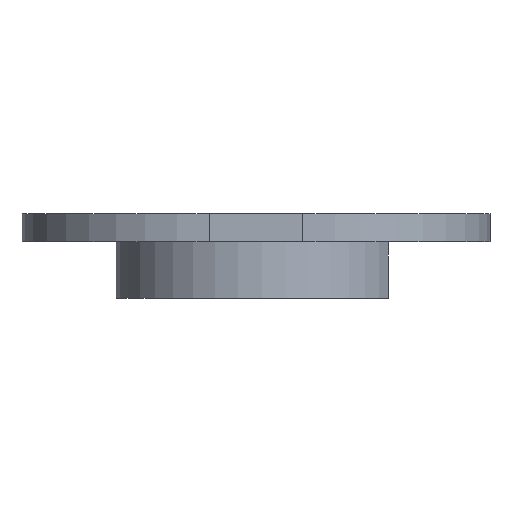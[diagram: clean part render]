
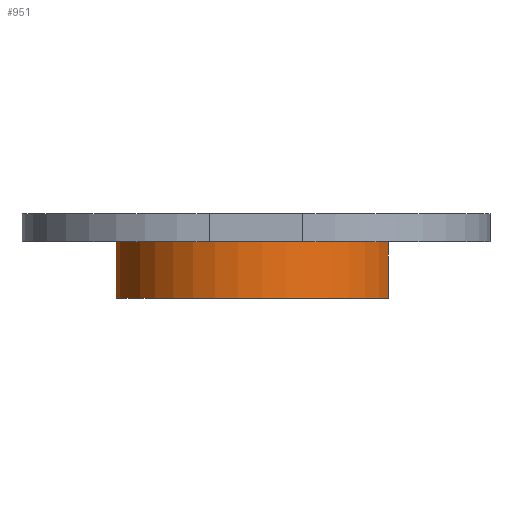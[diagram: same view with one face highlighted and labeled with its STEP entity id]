
A CAD part, left-side view. The second image highlights one B-rep face of the part: STEP entity #951.
In plain terms, the highlighted cylindrical face has radius 3 mm (diameter 6 mm), a partial arc.
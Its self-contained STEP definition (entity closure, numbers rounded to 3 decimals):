
#126 = PLANE('',#127);
#127 = AXIS2_PLACEMENT_3D('',#128,#129,#130);
#128 = CARTESIAN_POINT('',(0.,0.,0.));
#129 = DIRECTION('',(-0.,-0.,-1.));
#130 = DIRECTION('',(-1.,0.,0.));
#492 = VERTEX_POINT('',#493);
#493 = CARTESIAN_POINT('',(1.,-2.828,0.));
#507 = PLANE('',#508);
#508 = AXIS2_PLACEMENT_3D('',#509,#510,#511);
#509 = CARTESIAN_POINT('',(1.,-1.96,0.));
#510 = DIRECTION('',(-1.,0.,0.));
#511 = DIRECTION('',(0.,-1.,0.));
#519 = EDGE_CURVE('',#492,#520,#522,.T.);
#520 = VERTEX_POINT('',#521);
#521 = CARTESIAN_POINT('',(-1.,-2.828,0.));
#522 = SURFACE_CURVE('',#523,(#528,#539),.PCURVE_S1.);
#523 = CIRCLE('',#524,3.);
#524 = AXIS2_PLACEMENT_3D('',#525,#526,#527);
#525 = CARTESIAN_POINT('',(0.,0.,0.));
#526 = DIRECTION('',(0.,0.,1.));
#527 = DIRECTION('',(1.,0.,0.));
#528 = PCURVE('',#126,#529);
#529 = DEFINITIONAL_REPRESENTATION('',(#530),#538);
#530 = ( BOUNDED_CURVE() B_SPLINE_CURVE(2,(#531,#532,#533,#534,#535,#536
,#537),.UNSPECIFIED.,.T.,.F.) B_SPLINE_CURVE_WITH_KNOTS((1,2,2,2,2,1),(
    -2.094,0.,2.094,4.189,6.283,
8.378),.UNSPECIFIED.) CURVE() GEOMETRIC_REPRESENTATION_ITEM() 
RATIONAL_B_SPLINE_CURVE((1.,0.5,1.,0.5,1.,0.5,1.)) REPRESENTATION_ITEM(
  '') );
#531 = CARTESIAN_POINT('',(-3.,0.));
#532 = CARTESIAN_POINT('',(-3.,5.196));
#533 = CARTESIAN_POINT('',(1.5,2.598));
#534 = CARTESIAN_POINT('',(6.,0.));
#535 = CARTESIAN_POINT('',(1.5,-2.598));
#536 = CARTESIAN_POINT('',(-3.,-5.196));
#537 = CARTESIAN_POINT('',(-3.,0.));
#538 = ( GEOMETRIC_REPRESENTATION_CONTEXT(2) 
PARAMETRIC_REPRESENTATION_CONTEXT() REPRESENTATION_CONTEXT('2D SPACE',''
  ) );
#539 = PCURVE('',#540,#545);
#540 = CYLINDRICAL_SURFACE('',#541,3.);
#541 = AXIS2_PLACEMENT_3D('',#542,#543,#544);
#542 = CARTESIAN_POINT('',(-0.,0.,0.));
#543 = DIRECTION('',(0.,0.,1.));
#544 = DIRECTION('',(1.,0.,-0.));
#545 = DEFINITIONAL_REPRESENTATION('',(#546),#550);
#546 = LINE('',#547,#548);
#547 = CARTESIAN_POINT('',(0.,0.));
#548 = VECTOR('',#549,1.);
#549 = DIRECTION('',(1.,0.));
#550 = ( GEOMETRIC_REPRESENTATION_CONTEXT(2) 
PARAMETRIC_REPRESENTATION_CONTEXT() REPRESENTATION_CONTEXT('2D SPACE',''
  ) );
#566 = PLANE('',#567);
#567 = AXIS2_PLACEMENT_3D('',#568,#569,#570);
#568 = CARTESIAN_POINT('',(-1.,-2.828,0.));
#569 = DIRECTION('',(1.,0.,0.));
#570 = DIRECTION('',(-0.,1.,0.));
#865 = PLANE('',#866);
#866 = AXIS2_PLACEMENT_3D('',#867,#868,#869);
#867 = CARTESIAN_POINT('',(0.,0.082,-1.2));
#868 = DIRECTION('',(-0.,-0.,-1.));
#869 = DIRECTION('',(-1.,0.,0.));
#906 = EDGE_CURVE('',#520,#907,#909,.T.);
#907 = VERTEX_POINT('',#908);
#908 = CARTESIAN_POINT('',(-1.,-2.828,-1.2));
#909 = SURFACE_CURVE('',#910,(#914,#921),.PCURVE_S1.);
#910 = LINE('',#911,#912);
#911 = CARTESIAN_POINT('',(-1.,-2.828,0.));
#912 = VECTOR('',#913,1.);
#913 = DIRECTION('',(-0.,-0.,-1.));
#914 = PCURVE('',#566,#915);
#915 = DEFINITIONAL_REPRESENTATION('',(#916),#920);
#916 = LINE('',#917,#918);
#917 = CARTESIAN_POINT('',(0.,0.));
#918 = VECTOR('',#919,1.);
#919 = DIRECTION('',(0.,-1.));
#920 = ( GEOMETRIC_REPRESENTATION_CONTEXT(2) 
PARAMETRIC_REPRESENTATION_CONTEXT() REPRESENTATION_CONTEXT('2D SPACE',''
  ) );
#921 = PCURVE('',#540,#922);
#922 = DEFINITIONAL_REPRESENTATION('',(#923),#927);
#923 = LINE('',#924,#925);
#924 = CARTESIAN_POINT('',(10.656,0.));
#925 = VECTOR('',#926,1.);
#926 = DIRECTION('',(0.,-1.));
#927 = ( GEOMETRIC_REPRESENTATION_CONTEXT(2) 
PARAMETRIC_REPRESENTATION_CONTEXT() REPRESENTATION_CONTEXT('2D SPACE',''
  ) );
#951 = ADVANCED_FACE('',(#952),#540,.T.);
#952 = FACE_BOUND('',#953,.T.);
#953 = EDGE_LOOP('',(#954,#977,#1003,#1004));
#954 = ORIENTED_EDGE('',*,*,#955,.T.);
#955 = EDGE_CURVE('',#492,#956,#958,.T.);
#956 = VERTEX_POINT('',#957);
#957 = CARTESIAN_POINT('',(1.,-2.828,-1.2));
#958 = SURFACE_CURVE('',#959,(#963,#970),.PCURVE_S1.);
#959 = LINE('',#960,#961);
#960 = CARTESIAN_POINT('',(1.,-2.828,0.));
#961 = VECTOR('',#962,1.);
#962 = DIRECTION('',(-0.,-0.,-1.));
#963 = PCURVE('',#540,#964);
#964 = DEFINITIONAL_REPRESENTATION('',(#965),#969);
#965 = LINE('',#966,#967);
#966 = CARTESIAN_POINT('',(5.052,0.));
#967 = VECTOR('',#968,1.);
#968 = DIRECTION('',(0.,-1.));
#969 = ( GEOMETRIC_REPRESENTATION_CONTEXT(2) 
PARAMETRIC_REPRESENTATION_CONTEXT() REPRESENTATION_CONTEXT('2D SPACE',''
  ) );
#970 = PCURVE('',#507,#971);
#971 = DEFINITIONAL_REPRESENTATION('',(#972),#976);
#972 = LINE('',#973,#974);
#973 = CARTESIAN_POINT('',(0.869,0.));
#974 = VECTOR('',#975,1.);
#975 = DIRECTION('',(0.,-1.));
#976 = ( GEOMETRIC_REPRESENTATION_CONTEXT(2) 
PARAMETRIC_REPRESENTATION_CONTEXT() REPRESENTATION_CONTEXT('2D SPACE',''
  ) );
#977 = ORIENTED_EDGE('',*,*,#978,.T.);
#978 = EDGE_CURVE('',#956,#907,#979,.T.);
#979 = SURFACE_CURVE('',#980,(#985,#992),.PCURVE_S1.);
#980 = CIRCLE('',#981,3.);
#981 = AXIS2_PLACEMENT_3D('',#982,#983,#984);
#982 = CARTESIAN_POINT('',(0.,0.,-1.2));
#983 = DIRECTION('',(0.,0.,1.));
#984 = DIRECTION('',(1.,0.,0.));
#985 = PCURVE('',#540,#986);
#986 = DEFINITIONAL_REPRESENTATION('',(#987),#991);
#987 = LINE('',#988,#989);
#988 = CARTESIAN_POINT('',(0.,-1.2));
#989 = VECTOR('',#990,1.);
#990 = DIRECTION('',(1.,0.));
#991 = ( GEOMETRIC_REPRESENTATION_CONTEXT(2) 
PARAMETRIC_REPRESENTATION_CONTEXT() REPRESENTATION_CONTEXT('2D SPACE',''
  ) );
#992 = PCURVE('',#865,#993);
#993 = DEFINITIONAL_REPRESENTATION('',(#994),#1002);
#994 = ( BOUNDED_CURVE() B_SPLINE_CURVE(2,(#995,#996,#997,#998,#999,
#1000,#1001),.UNSPECIFIED.,.T.,.F.) B_SPLINE_CURVE_WITH_KNOTS((1,2,2,2,2
    ,1),(-2.094,0.,2.094,4.189,6.283,
8.378),.UNSPECIFIED.) CURVE() GEOMETRIC_REPRESENTATION_ITEM() 
RATIONAL_B_SPLINE_CURVE((1.,0.5,1.,0.5,1.,0.5,1.)) REPRESENTATION_ITEM(
  '') );
#995 = CARTESIAN_POINT('',(-3.,-0.082));
#996 = CARTESIAN_POINT('',(-3.,5.114));
#997 = CARTESIAN_POINT('',(1.5,2.516));
#998 = CARTESIAN_POINT('',(6.,-0.082));
#999 = CARTESIAN_POINT('',(1.5,-2.68));
#1000 = CARTESIAN_POINT('',(-3.,-5.278));
#1001 = CARTESIAN_POINT('',(-3.,-0.082));
#1002 = ( GEOMETRIC_REPRESENTATION_CONTEXT(2) 
PARAMETRIC_REPRESENTATION_CONTEXT() REPRESENTATION_CONTEXT('2D SPACE',''
  ) );
#1003 = ORIENTED_EDGE('',*,*,#906,.F.);
#1004 = ORIENTED_EDGE('',*,*,#519,.F.);
